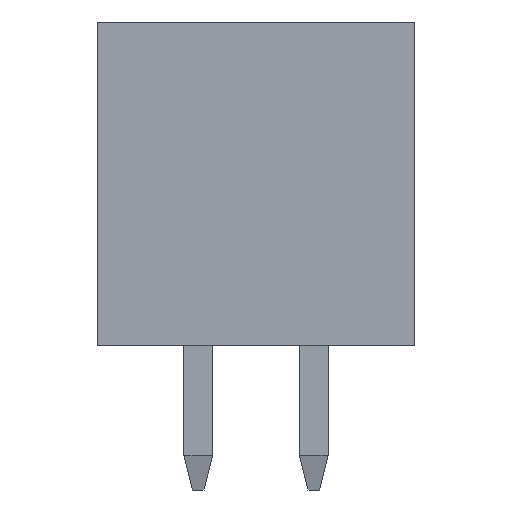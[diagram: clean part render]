
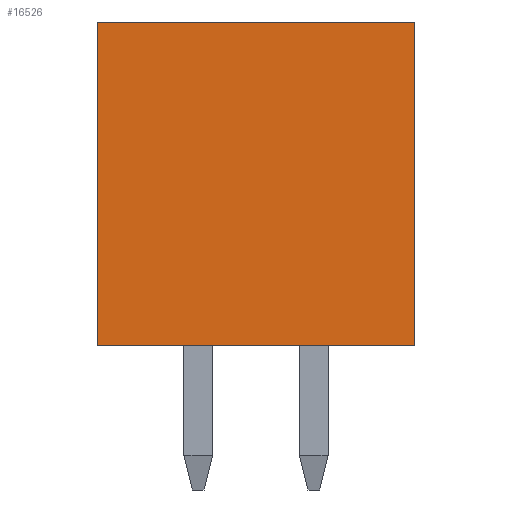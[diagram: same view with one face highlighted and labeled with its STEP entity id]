
A CAD part, front view. The second image highlights one B-rep face of the part: STEP entity #16526.
In plain terms, the highlighted face is planar.
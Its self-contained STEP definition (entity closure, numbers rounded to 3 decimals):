
#1145=ORIENTED_EDGE('',*,*,#4042,.F.);
#1146=ORIENTED_EDGE('',*,*,#4043,.F.);
#1147=ORIENTED_EDGE('',*,*,#4044,.T.);
#1148=ORIENTED_EDGE('',*,*,#4045,.T.);
#4042=EDGE_CURVE('',#5452,#5453,#6678,.T.);
#4043=EDGE_CURVE('',#5454,#5452,#6679,.T.);
#4044=EDGE_CURVE('',#5454,#5455,#6680,.T.);
#4045=EDGE_CURVE('',#5455,#5453,#6681,.T.);
#5452=VERTEX_POINT('',#22207);
#5453=VERTEX_POINT('',#22208);
#5454=VERTEX_POINT('',#22210);
#5455=VERTEX_POINT('',#22212);
#6678=LINE('',#22206,#8318);
#6679=LINE('',#22209,#8319);
#6680=LINE('',#22211,#8320);
#6681=LINE('',#22213,#8321);
#8318=VECTOR('',#18922,1000.);
#8319=VECTOR('',#18923,1000.);
#8320=VECTOR('',#18924,1000.);
#8321=VECTOR('',#18925,1000.);
#9500=EDGE_LOOP('',(#1145,#1146,#1147,#1148));
#10244=FACE_BOUND('',#9500,.T.);
#10964=PLANE('',#17228);
#16526=ADVANCED_FACE('',(#10244),#10964,.T.);
#17228=AXIS2_PLACEMENT_3D('',#22205,#18920,#18921);
#18920=DIRECTION('',(1.,0.,0.));
#18921=DIRECTION('',(0.,0.,-1.));
#18922=DIRECTION('',(0.,0.,-1.));
#18923=DIRECTION('',(0.,1.,0.));
#18924=DIRECTION('',(0.,0.,-1.));
#18925=DIRECTION('',(0.,1.,0.));
#22205=CARTESIAN_POINT('',(15.6,-2.75,2.8));
#22206=CARTESIAN_POINT('',(15.6,2.75,2.8));
#22207=CARTESIAN_POINT('',(15.6,2.75,2.8));
#22208=CARTESIAN_POINT('',(15.6,2.75,-2.8));
#22209=CARTESIAN_POINT('',(15.6,-2.75,2.8));
#22210=CARTESIAN_POINT('',(15.6,-2.75,2.8));
#22211=CARTESIAN_POINT('',(15.6,-2.75,2.8));
#22212=CARTESIAN_POINT('',(15.6,-2.75,-2.8));
#22213=CARTESIAN_POINT('',(15.6,-2.75,-2.8));
